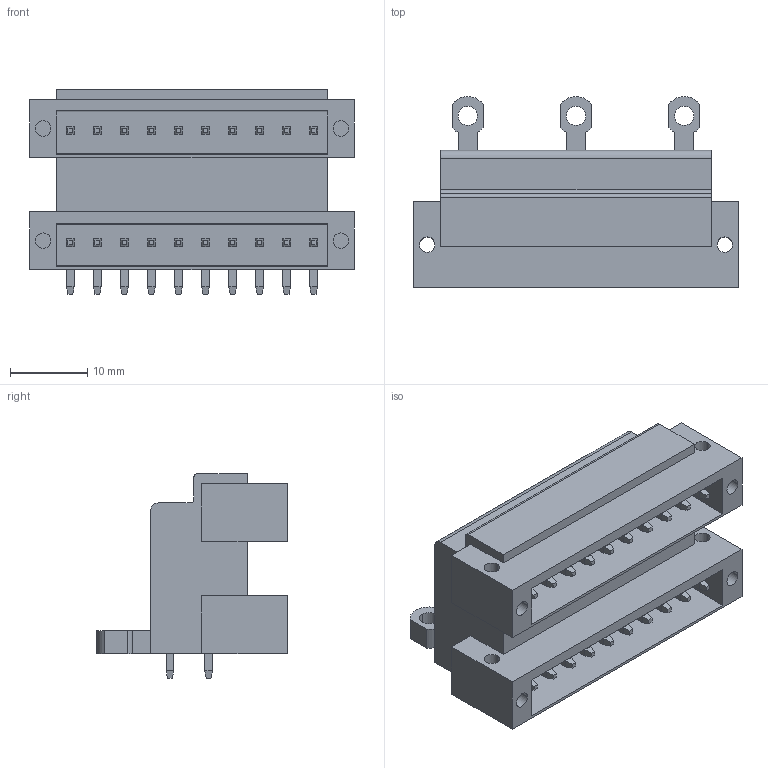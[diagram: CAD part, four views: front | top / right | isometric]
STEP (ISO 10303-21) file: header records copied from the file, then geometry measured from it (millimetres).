
FILE_DESCRIPTION(('CATIA V5 STEP Exchange','CAx-IF Rec.Pracs.--- Model Styling and Organization---1.4--- 2014-01-23'),'2;1');
FILE_NAME ('D1488736_0_1060380000_1060380000.stp','2021-06-07T06:04:41+00:00',('none'),('Weidmueller'),'CATIA Version 5-6 Release 2016 SP3 HF44','CATIA V5 STEP AP214','none');
FILE_SCHEMA(('AUTOMOTIVE_DESIGN { 1 0 10303 214 1 1 1 1 }'));
Length unit declared in the file: millimetre
Products named in the file (1): 1060380000
Bounding box: 42 x 24.7 x 26.5 mm (x, y, z)
Volume: 10441.9 mm3; surface area: 9506.8 mm2
Topology: 21 solids, 21 shells, 528 faces, 1280 edges, 800 vertices
Faces by surface type: plane 491, cylinder 37
Entity records: 14992 total; most frequent: ORIENTED_EDGE 2560, CARTESIAN_POINT 2499, DIRECTION 2116, EDGE_CURVE 1280, VECTOR 1206, LINE 1206, VERTEX_POINT 800, EDGE_LOOP 588
